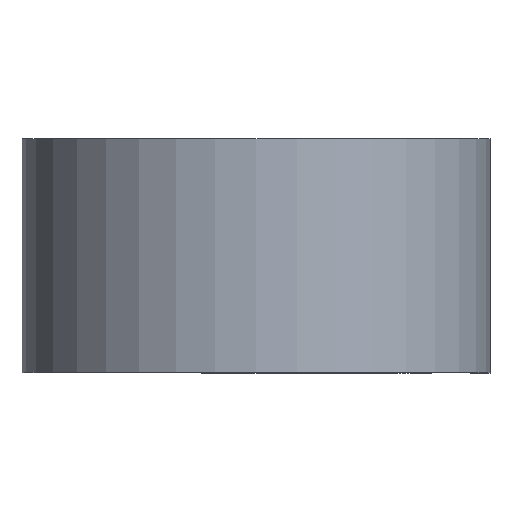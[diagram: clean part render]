
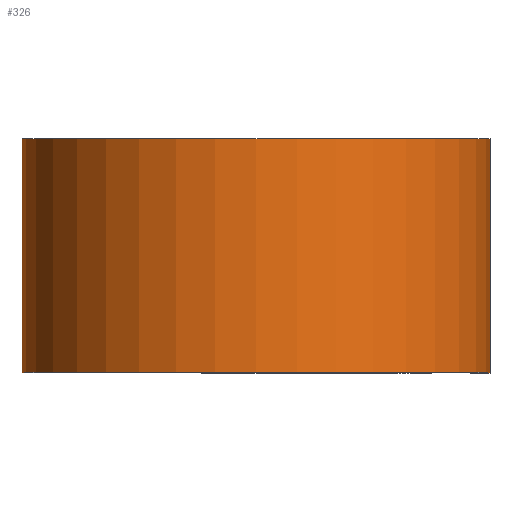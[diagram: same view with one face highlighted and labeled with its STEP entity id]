
A CAD part, top view. The second image highlights one B-rep face of the part: STEP entity #326.
In plain terms, the highlighted cylindrical face has radius 9.538 mm (diameter 19.075 mm), a partial arc.
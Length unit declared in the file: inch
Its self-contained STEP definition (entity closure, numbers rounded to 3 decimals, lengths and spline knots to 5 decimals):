
#17 = DIRECTION ( 'NONE',  ( 0., 1., 0. ) ) ;
#31 = EDGE_CURVE ( 'NONE', #102, #271, #356, .T. ) ;
#48 = CARTESIAN_POINT ( 'NONE',  ( 0.3755, -0.1875, 0. ) ) ;
#53 = DIRECTION ( 'NONE',  ( 0., 0., -1. ) ) ;
#60 = AXIS2_PLACEMENT_3D ( 'NONE', #520, #17, #364 ) ;
#65 = FACE_OUTER_BOUND ( 'NONE', #596, .T. ) ;
#69 = CARTESIAN_POINT ( 'NONE',  ( 0., 0.1875, -0.3755 ) ) ;
#74 = CARTESIAN_POINT ( 'NONE',  ( 0.3755, 0.1875, 0. ) ) ;
#75 = LINE ( 'NONE', #69, #107 ) ;
#97 = AXIS2_PLACEMENT_3D ( 'NONE', #127, #175, #361 ) ;
#102 = VERTEX_POINT ( 'NONE', #541 ) ;
#107 = VECTOR ( 'NONE', #463, 39.37008 ) ;
#123 = DIRECTION ( 'NONE',  ( 0., -1., 0. ) ) ;
#127 = CARTESIAN_POINT ( 'NONE',  ( 0., 0.1875, 0. ) ) ;
#155 = CIRCLE ( 'NONE', #60, 0.3755 ) ;
#171 = ORIENTED_EDGE ( 'NONE', *, *, #560, .T. ) ;
#175 = DIRECTION ( 'NONE',  ( 0., 1., 0. ) ) ;
#179 = VERTEX_POINT ( 'NONE', #48 ) ;
#242 = ORIENTED_EDGE ( 'NONE', *, *, #470, .F. ) ;
#271 = VERTEX_POINT ( 'NONE', #599 ) ;
#291 = CARTESIAN_POINT ( 'NONE',  ( 0., 0.1875, 0. ) ) ;
#322 = AXIS2_PLACEMENT_3D ( 'NONE', #291, #458, #53 ) ;
#326 = ADVANCED_FACE ( 'NONE', ( #65 ), #402, .T. ) ;
#356 = CIRCLE ( 'NONE', #97, 0.3755 ) ;
#361 = DIRECTION ( 'NONE',  ( 1., 0., 0. ) ) ;
#364 = DIRECTION ( 'NONE',  ( 1., 0., 0. ) ) ;
#369 = CARTESIAN_POINT ( 'NONE',  ( 0., -0.1875, -0.3755 ) ) ;
#393 = VERTEX_POINT ( 'NONE', #369 ) ;
#402 = CYLINDRICAL_SURFACE ( 'NONE', #322, 0.3755 ) ;
#417 = EDGE_CURVE ( 'NONE', #102, #393, #75, .T. ) ;
#458 = DIRECTION ( 'NONE',  ( 0., -1., 0. ) ) ;
#461 = ORIENTED_EDGE ( 'NONE', *, *, #417, .T. ) ;
#463 = DIRECTION ( 'NONE',  ( 0., -1., 0. ) ) ;
#470 = EDGE_CURVE ( 'NONE', #271, #179, #562, .T. ) ;
#520 = CARTESIAN_POINT ( 'NONE',  ( 0., -0.1875, 0. ) ) ;
#522 = VECTOR ( 'NONE', #123, 39.37008 ) ;
#535 = ORIENTED_EDGE ( 'NONE', *, *, #31, .F. ) ;
#541 = CARTESIAN_POINT ( 'NONE',  ( 0., 0.1875, -0.3755 ) ) ;
#560 = EDGE_CURVE ( 'NONE', #393, #179, #155, .T. ) ;
#562 = LINE ( 'NONE', #74, #522 ) ;
#596 = EDGE_LOOP ( 'NONE', ( #171, #242, #535, #461 ) ) ;
#599 = CARTESIAN_POINT ( 'NONE',  ( 0.3755, 0.1875, 0. ) ) ;
